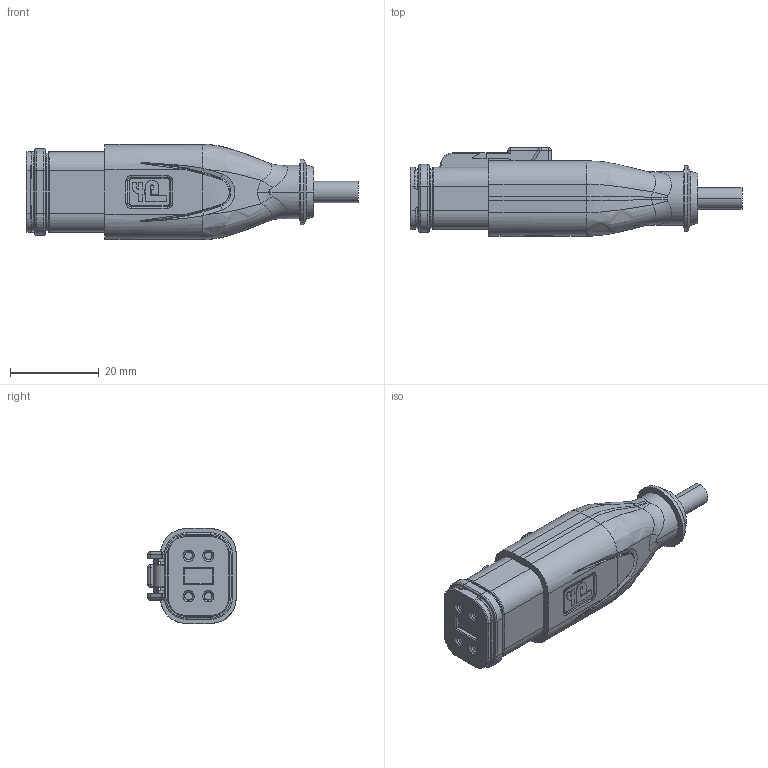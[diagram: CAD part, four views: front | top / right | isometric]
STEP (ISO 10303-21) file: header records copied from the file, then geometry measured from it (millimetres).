
FILE_DESCRIPTION((''),'2;1');
FILE_NAME('CAD-7042_SW0001','2020-08-11T09:49:29',('creinig-se'),(''),'CREO PARAMETRIC BY PTC INC, 2019292','CREO PARAMETRIC BY PTC INC, 2019292','');
FILE_SCHEMA(('CONFIG_CONTROL_DESIGN','SHAPE_APPEARANCE_LAYERS_GROUPS'));
Length unit declared in the file: millimetre
Products named in the file (1): CAD-7042_SW0001
Bounding box: 74.77 x 19.89 x 21.57 mm (x, y, z)
Volume: 16993.9 mm3; surface area: 5530.7 mm2
Topology: 1 solids, 1 shells, 446 faces, 1142 edges, 708 vertices
Faces by surface type: plane 182, cylinder 146, bspline 62, torus 42, cone 14
Entity records: 20690 total; most frequent: CARTESIAN_POINT 6930, ORIENTED_EDGE 2278, DIRECTION 2094, EDGE_CURVE 1139, AXIS2_PLACEMENT_3D 733, VERTEX_POINT 702, VECTOR 628, LINE 628
